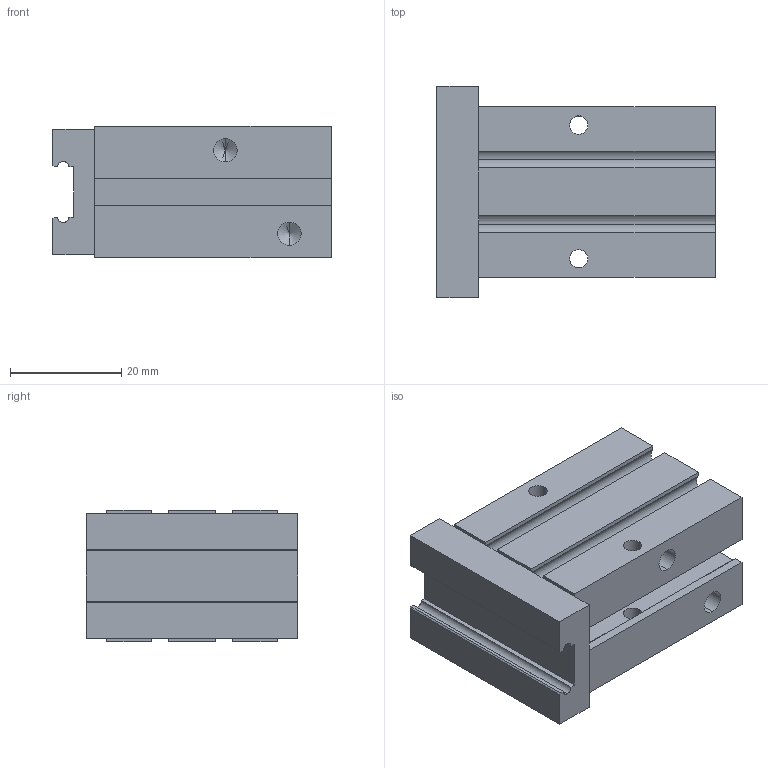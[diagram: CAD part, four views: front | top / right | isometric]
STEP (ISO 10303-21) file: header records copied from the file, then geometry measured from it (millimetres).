
FILE_DESCRIPTION (( 'STEP AP203' ), '1' );
FILE_NAME ('SMC MHZ2-16 BODY_Default_sldprt.STEP', '2023-02-25T14:01:02', ( '' ), ( '' ), 'SwSTEP 2.0', 'SolidWorks 2022', '' );
FILE_SCHEMA (( 'CONFIG_CONTROL_DESIGN' ));
Length unit declared in the file: millimetre
Products named in the file (1): SMC MHZ2-16 BODY_Default_sldprt
Bounding box: 50 x 38 x 23.6 mm (x, y, z)
Volume: 29303.1 mm3; surface area: 10956.1 mm2
Topology: 1 solids, 1 shells, 110 faces, 307 edges, 189 vertices
Faces by surface type: plane 63, cylinder 33, cone 14
Entity records: 3492 total; most frequent: CARTESIAN_POINT 617, ORIENTED_EDGE 586, DIRECTION 581, EDGE_CURVE 293, VECTOR 211, LINE 211, VERTEX_POINT 189, AXIS2_PLACEMENT_3D 185
